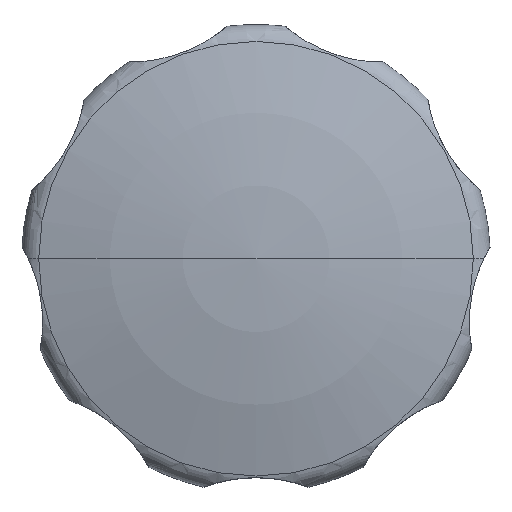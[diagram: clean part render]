
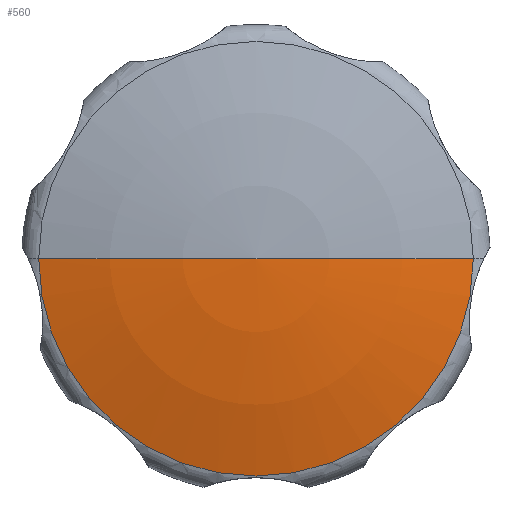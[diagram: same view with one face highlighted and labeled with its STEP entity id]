
A CAD part, top view. The second image highlights one B-rep face of the part: STEP entity #560.
In plain terms, the highlighted spherical face has radius 67.309 mm.
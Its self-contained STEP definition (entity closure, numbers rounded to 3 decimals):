
#280=EDGE_CURVE('',#590,#378,#688,.T.);
#378=VERTEX_POINT('',#794);
#526=EDGE_CURVE('',#582,#378,#957,.T.);
#560=ADVANCED_FACE('',(#996),#997,.T.);
#582=VERTEX_POINT('',#1021);
#590=VERTEX_POINT('',#1029);
#598=EDGE_CURVE('',#582,#590,#1037,.T.);
#688=CIRCLE('',#1190,67.309);
#794=CARTESIAN_POINT('',(18.551,0.,37.393));
#957=CIRCLE('',#1942,18.551);
#996=FACE_OUTER_BOUND('',#2042,.T.);
#997=SPHERICAL_SURFACE('',#2043,67.309);
#1021=CARTESIAN_POINT('',(-18.551,0.,37.393));
#1029=CARTESIAN_POINT('',(0.,0.,40.0));
#1037=CIRCLE('',#2177,67.309);
#1190=AXIS2_PLACEMENT_3D('',#2283,#2284,#2285);
#1942=AXIS2_PLACEMENT_3D('',#2579,#2580,#2581);
#2042=EDGE_LOOP('',(#2629,#2630,#2631));
#2043=AXIS2_PLACEMENT_3D('',#2632,#2633,#2634);
#2177=AXIS2_PLACEMENT_3D('',#2677,#2678,#2679);
#2283=CARTESIAN_POINT('',(0.,0.,-27.309));
#2284=DIRECTION('',(0.,1.0,0.));
#2285=DIRECTION('',(0.0,0.,-1.0));
#2579=CARTESIAN_POINT('',(0.,0.,37.393));
#2580=DIRECTION('',(0.,0.,1.0));
#2581=DIRECTION('',(-1.0,0.,0.));
#2629=ORIENTED_EDGE('',*,*,#598,.F.);
#2630=ORIENTED_EDGE('',*,*,#526,.T.);
#2631=ORIENTED_EDGE('',*,*,#280,.F.);
#2632=CARTESIAN_POINT('',(0.,0.,-27.309));
#2633=DIRECTION('',(0.,0.,1.0));
#2634=DIRECTION('',(-1.0,0.,0.0));
#2677=CARTESIAN_POINT('',(0.,0.,-27.309));
#2678=DIRECTION('',(0.,1.0,0.));
#2679=DIRECTION('',(0.0,0.,-1.0));
